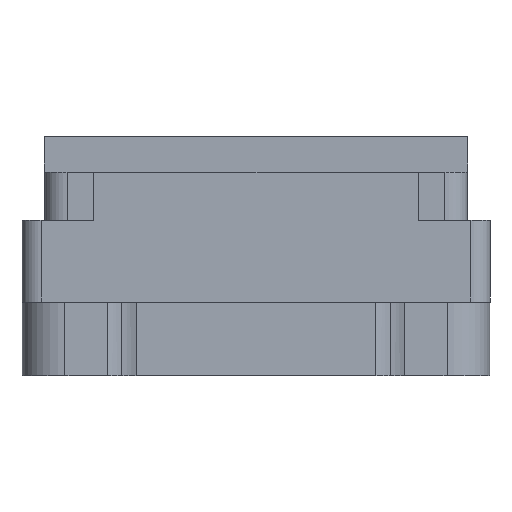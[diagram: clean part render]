
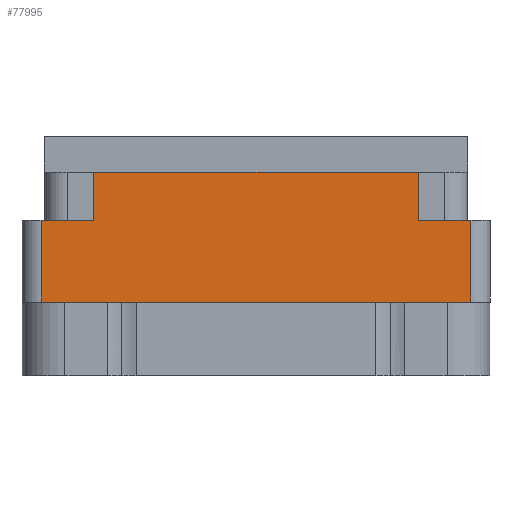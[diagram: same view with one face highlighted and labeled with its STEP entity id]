
A CAD part, left-side view. The second image highlights one B-rep face of the part: STEP entity #77995.
In plain terms, the highlighted planar face has unit normal (-1, 0, 0).
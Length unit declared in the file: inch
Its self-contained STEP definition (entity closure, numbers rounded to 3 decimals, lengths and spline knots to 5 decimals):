
#86 = DIRECTION ( 'NONE',  ( -1., 0., 0. ) ) ;
#666 = ORIENTED_EDGE ( 'NONE', *, *, #62153, .T. ) ;
#1450 = VERTEX_POINT ( 'NONE', #30875 ) ;
#2438 = ORIENTED_EDGE ( 'NONE', *, *, #65118, .F. ) ;
#2555 = CARTESIAN_POINT ( 'NONE',  ( -1.375, 0.7005, -0.78 ) ) ;
#2685 = EDGE_CURVE ( 'NONE', #80149, #55626, #49879, .T. ) ;
#6665 = AXIS2_PLACEMENT_3D ( 'NONE', #58325, #86, #77958 ) ;
#9017 = DIRECTION ( 'NONE',  ( 0., -1., 0. ) ) ;
#10427 = CARTESIAN_POINT ( 'NONE',  ( -1.375, 0.7005, -0.54 ) ) ;
#11511 = VECTOR ( 'NONE', #15407, 39.37008 ) ;
#11622 = ORIENTED_EDGE ( 'NONE', *, *, #69477, .T. ) ;
#13335 = VECTOR ( 'NONE', #42496, 39.37008 ) ;
#15113 = CARTESIAN_POINT ( 'NONE',  ( -1.375, 0., -0.54 ) ) ;
#15407 = DIRECTION ( 'NONE',  ( 0., 0., -1. ) ) ;
#17147 = EDGE_CURVE ( 'NONE', #1450, #50606, #47982, .T. ) ;
#21568 = LINE ( 'NONE', #28883, #43944 ) ;
#25356 = ORIENTED_EDGE ( 'NONE', *, *, #78982, .T. ) ;
#26257 = ORIENTED_EDGE ( 'NONE', *, *, #2685, .F. ) ;
#26966 = PLANE ( 'NONE',  #6665 ) ;
#28883 = CARTESIAN_POINT ( 'NONE',  ( -1.375, 0., -0.274 ) ) ;
#30875 = CARTESIAN_POINT ( 'NONE',  ( -1.375, 0.7005, -0.274 ) ) ;
#30989 = CARTESIAN_POINT ( 'NONE',  ( -1.375, 0.5285, -0.274 ) ) ;
#31560 = VECTOR ( 'NONE', #49172, 39.37008 ) ;
#31652 = CARTESIAN_POINT ( 'NONE',  ( -1.375, -0.7005, -0.274 ) ) ;
#34094 = LINE ( 'NONE', #15113, #35060 ) ;
#35060 = VECTOR ( 'NONE', #54816, 39.37008 ) ;
#37126 = VERTEX_POINT ( 'NONE', #31652 ) ;
#38528 = CARTESIAN_POINT ( 'NONE',  ( -1.375, 0., -0.274 ) ) ;
#39617 = EDGE_CURVE ( 'NONE', #74057, #80149, #53300, .T. ) ;
#39686 = CARTESIAN_POINT ( 'NONE',  ( -1.375, -0.5285, -0.117 ) ) ;
#41895 = CARTESIAN_POINT ( 'NONE',  ( -1.375, 0.7625, -0.117 ) ) ;
#42377 = CARTESIAN_POINT ( 'NONE',  ( -1.375, -0.5285, -0.274 ) ) ;
#42496 = DIRECTION ( 'NONE',  ( 0., -1., 0. ) ) ;
#43944 = VECTOR ( 'NONE', #9017, 39.37008 ) ;
#44087 = VECTOR ( 'NONE', #53643, 39.37008 ) ;
#45712 = ORIENTED_EDGE ( 'NONE', *, *, #17147, .T. ) ;
#47244 = LINE ( 'NONE', #38528, #68664 ) ;
#47982 = LINE ( 'NONE', #2555, #11511 ) ;
#48294 = CARTESIAN_POINT ( 'NONE',  ( -1.375, -0.7005, -0.54 ) ) ;
#49172 = DIRECTION ( 'NONE',  ( 0., 0., 1. ) ) ;
#49879 = LINE ( 'NONE', #41895, #13335 ) ;
#50192 = CARTESIAN_POINT ( 'NONE',  ( -1.375, -0.5285, -0.274 ) ) ;
#50606 = VERTEX_POINT ( 'NONE', #10427 ) ;
#53300 = LINE ( 'NONE', #30989, #66538 ) ;
#53643 = DIRECTION ( 'NONE',  ( 0., 0., 1. ) ) ;
#54816 = DIRECTION ( 'NONE',  ( 0., -1., 0. ) ) ;
#55626 = VERTEX_POINT ( 'NONE', #39686 ) ;
#58242 = LINE ( 'NONE', #72974, #44087 ) ;
#58325 = CARTESIAN_POINT ( 'NONE',  ( -1.375, -0.7625, -0.78 ) ) ;
#61249 = ORIENTED_EDGE ( 'NONE', *, *, #39617, .F. ) ;
#62153 = EDGE_CURVE ( 'NONE', #66081, #37126, #58242, .T. ) ;
#62634 = CARTESIAN_POINT ( 'NONE',  ( -1.375, 0.5285, -0.117 ) ) ;
#65011 = ORIENTED_EDGE ( 'NONE', *, *, #81510, .F. ) ;
#65118 = EDGE_CURVE ( 'NONE', #81482, #37126, #21568, .T. ) ;
#66081 = VERTEX_POINT ( 'NONE', #48294 ) ;
#66538 = VECTOR ( 'NONE', #69634, 39.37008 ) ;
#68664 = VECTOR ( 'NONE', #77670, 39.37008 ) ;
#69477 = EDGE_CURVE ( 'NONE', #50606, #66081, #34094, .T. ) ;
#69634 = DIRECTION ( 'NONE',  ( 0., 0., 1. ) ) ;
#70218 = CARTESIAN_POINT ( 'NONE',  ( -1.375, 0.5285, -0.274 ) ) ;
#72974 = CARTESIAN_POINT ( 'NONE',  ( -1.375, -0.7005, -0.78 ) ) ;
#74057 = VERTEX_POINT ( 'NONE', #70218 ) ;
#74140 = LINE ( 'NONE', #42377, #31560 ) ;
#76324 = FACE_OUTER_BOUND ( 'NONE', #83965, .T. ) ;
#77670 = DIRECTION ( 'NONE',  ( 0., -1., 0. ) ) ;
#77958 = DIRECTION ( 'NONE',  ( 0., 0., 1. ) ) ;
#77995 = ADVANCED_FACE ( 'NONE', ( #76324 ), #26966, .T. ) ;
#78982 = EDGE_CURVE ( 'NONE', #81482, #55626, #74140, .T. ) ;
#80149 = VERTEX_POINT ( 'NONE', #62634 ) ;
#81482 = VERTEX_POINT ( 'NONE', #50192 ) ;
#81510 = EDGE_CURVE ( 'NONE', #1450, #74057, #47244, .T. ) ;
#83965 = EDGE_LOOP ( 'NONE', ( #65011, #45712, #11622, #666, #2438, #25356, #26257, #61249 ) ) ;
